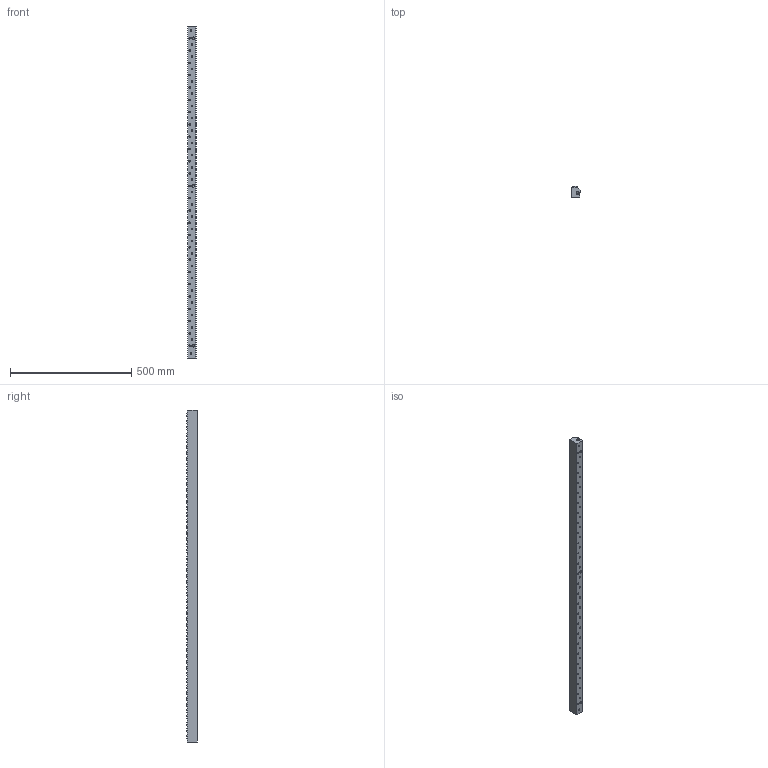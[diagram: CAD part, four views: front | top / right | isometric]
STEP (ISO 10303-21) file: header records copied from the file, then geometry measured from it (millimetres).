
FILE_DESCRIPTION((''),'2;1');
FILE_NAME('110054-PVDF.stp','2013-05-30T14:39:41',('benzil estridge'),(''),'Autodesk Inventor 2012','Autodesk Inventor 2012','');
FILE_SCHEMA(('AUTOMOTIVE_DESIGN { 1 0 10303 214 1 1 1 1 }'));
Length unit declared in the file: inch
Products named in the file (1): 110054-PVDF
Bounding box: 36.53 x 45.21 x 1371.6 mm (x, y, z)
Volume: 1813257.3 mm3; surface area: 260071.5 mm2
Topology: 1 solids, 1 shells, 498 faces, 1218 edges, 828 vertices
Faces by surface type: plane 435, cylinder 58, cone 5
Full cylindrical faces by diameter (mm): 6.35 x53, 11.113 x5
Entity records: 13693 total; most frequent: CARTESIAN_POINT 2366, DIRECTION 2211, ORIENTED_EDGE 2194, EDGE_CURVE 1097, VECTOR 981, LINE 981, VERTEX_POINT 770, EDGE_LOOP 667
